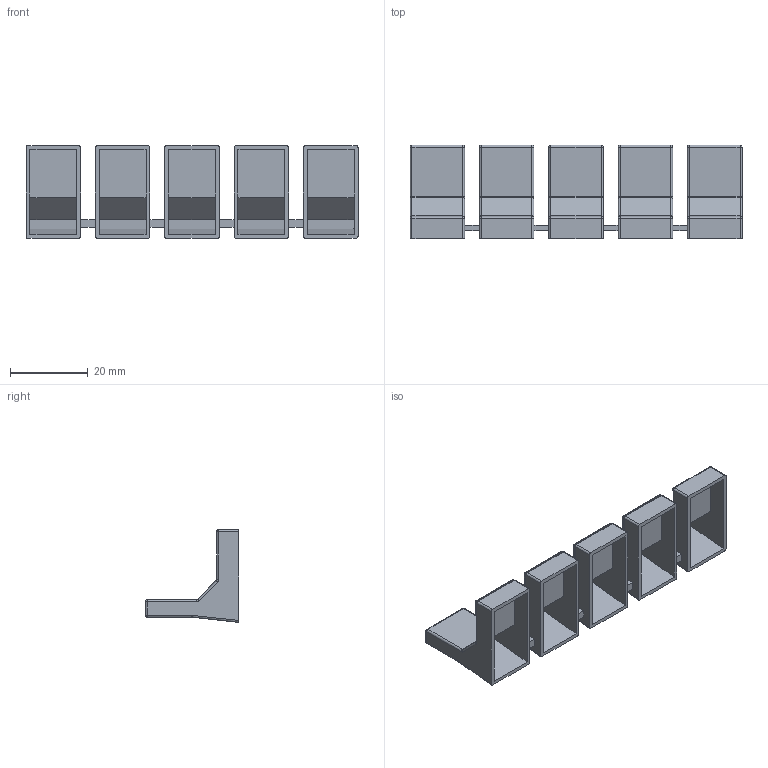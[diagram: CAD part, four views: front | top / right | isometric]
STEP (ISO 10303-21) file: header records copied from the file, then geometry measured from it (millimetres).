
FILE_DESCRIPTION(('STEP AP214'),'1');
FILE_NAME('cctmp_3EF0CCFD-A671-4496-9B5E-92E5A6FEDD98_2023_07_24_20_22_36_0720..stp','2023-07-24T18:22:37',('SIEMENS A&D'),('CADClick - www.CADClick.com'),'Spatial InterOp 3D postprocessed',' ','unknown authorization');
FILE_SCHEMA(('AUTOMOTIVE_DESIGN'));
Length unit declared in the file: millimetre
Products named in the file (1): 2023_07_24_20_22_36_0705
Bounding box: 85.2 x 24 x 23.8 mm (x, y, z)
Volume: 6237.1 mm3; surface area: 12739.8 mm2
Topology: 1 solids, 1 shells, 272 faces, 621 edges, 364 vertices
Faces by surface type: plane 111, cylinder 101, torus 30, sphere 30
Entity records: 8363 total; most frequent: DIRECTION 1399, CARTESIAN_POINT 1258, ORIENTED_EDGE 1242, EDGE_CURVE 621, AXIS2_PLACEMENT_3D 505, LINE 389, VECTOR 389, VERTEX_POINT 364
